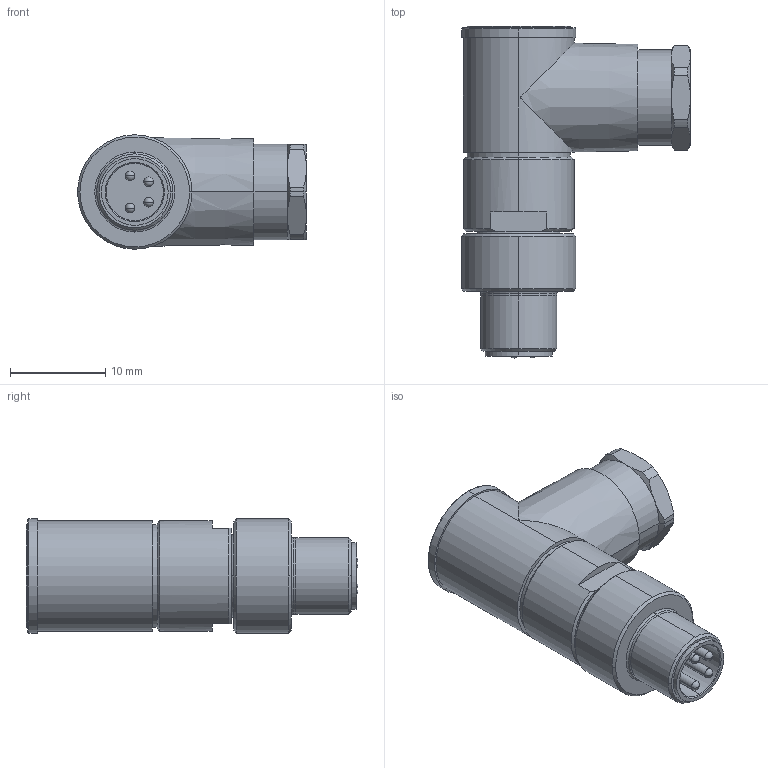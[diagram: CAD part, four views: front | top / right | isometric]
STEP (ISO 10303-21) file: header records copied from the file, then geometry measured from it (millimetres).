
FILE_DESCRIPTION(('SolidDesigner STEP Export'),'2;1');
FILE_NAME('1554209.stp','2008-07-28T10:34:17',(''),(''),'OneSpace Designer STEP processor for AP214 (Solid Model)','OneSpace Designer 14.50 18-Oct-2006 (C) CoCreate Software GmbH','');
FILE_SCHEMA(('AUTOMOTIVE_DESIGN { 1 0 10303 214 1 1 1 1 }'));
Length unit declared in the file: millimetre
Products named in the file (1): 1554209
Bounding box: 24 x 34.8 x 12 mm (x, y, z)
Volume: 4138.6 mm3; surface area: 2327.7 mm2
Topology: 1 solids, 1 shells, 111 faces, 264 edges, 164 vertices
Faces by surface type: cylinder 40, cone 34, plane 25, sphere 8, torus 4
Entity records: 2767 total; most frequent: CARTESIAN_POINT 583, ORIENTED_EDGE 512, DIRECTION 392, EDGE_CURVE 256, VERTEX_POINT 164, AXIS2_PLACEMENT_3D 159, EDGE_LOOP 128, FACE_OUTER_BOUND 111
